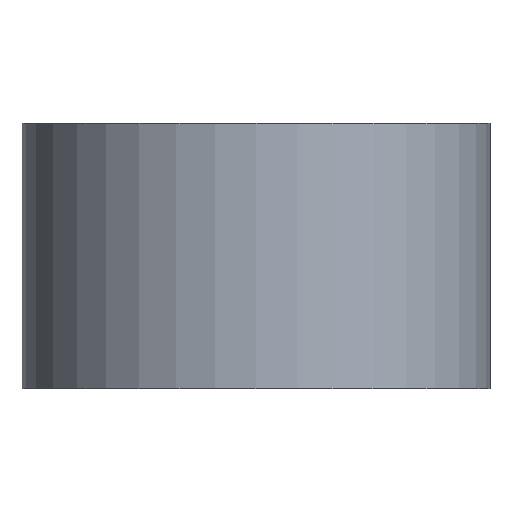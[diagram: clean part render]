
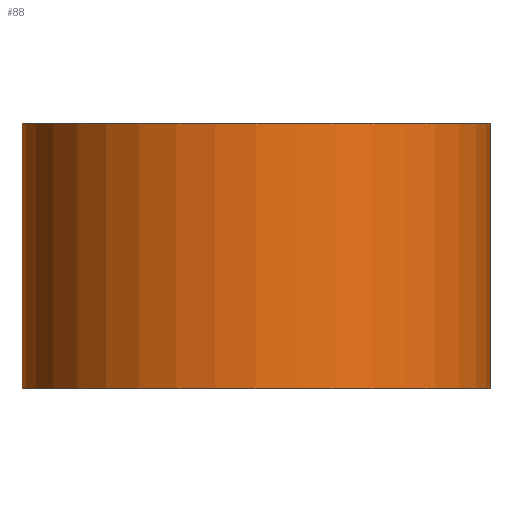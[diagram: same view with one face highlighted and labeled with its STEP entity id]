
A CAD part, front view. The second image highlights one B-rep face of the part: STEP entity #88.
In plain terms, the highlighted cylindrical face has radius 55 mm (diameter 110 mm), a full revolution.
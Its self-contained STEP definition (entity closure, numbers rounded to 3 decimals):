
#17=LINE('',#174,#20);
#20=VECTOR('',#151,55.);
#23=CYLINDRICAL_SURFACE('',#122,55.);
#31=FACE_OUTER_BOUND('',#39,.T.);
#39=EDGE_LOOP('',(#75,#76,#77,#78));
#45=CIRCLE('',#119,55.);
#47=CIRCLE('',#123,55.);
#51=VERTEX_POINT('',#165);
#53=VERTEX_POINT('',#172);
#58=EDGE_CURVE('',#51,#51,#45,.T.);
#61=EDGE_CURVE('',#53,#53,#47,.T.);
#62=EDGE_CURVE('',#53,#51,#17,.T.);
#75=ORIENTED_EDGE('',*,*,#61,.F.);
#76=ORIENTED_EDGE('',*,*,#62,.T.);
#77=ORIENTED_EDGE('',*,*,#58,.F.);
#78=ORIENTED_EDGE('',*,*,#62,.F.);
#88=ADVANCED_FACE('',(#31),#23,.T.);
#119=AXIS2_PLACEMENT_3D('',#166,#140,#141);
#122=AXIS2_PLACEMENT_3D('',#171,#147,#148);
#123=AXIS2_PLACEMENT_3D('',#173,#149,#150);
#140=DIRECTION('center_axis',(0.,0.,-1.));
#141=DIRECTION('ref_axis',(-1.,0.,0.));
#147=DIRECTION('center_axis',(0.,0.,1.));
#148=DIRECTION('ref_axis',(1.,0.,0.));
#149=DIRECTION('center_axis',(0.,0.,1.));
#150=DIRECTION('ref_axis',(1.,0.,0.));
#151=DIRECTION('',(0.,0.,-1.));
#165=CARTESIAN_POINT('',(-55.,0.,-2.5));
#166=CARTESIAN_POINT('Origin',(0.,0.,-2.5));
#171=CARTESIAN_POINT('Origin',(0.,0.,0.));
#172=CARTESIAN_POINT('',(-55.,0.,60.));
#173=CARTESIAN_POINT('Origin',(0.,0.,60.));
#174=CARTESIAN_POINT('',(-55.,0.,0.));
